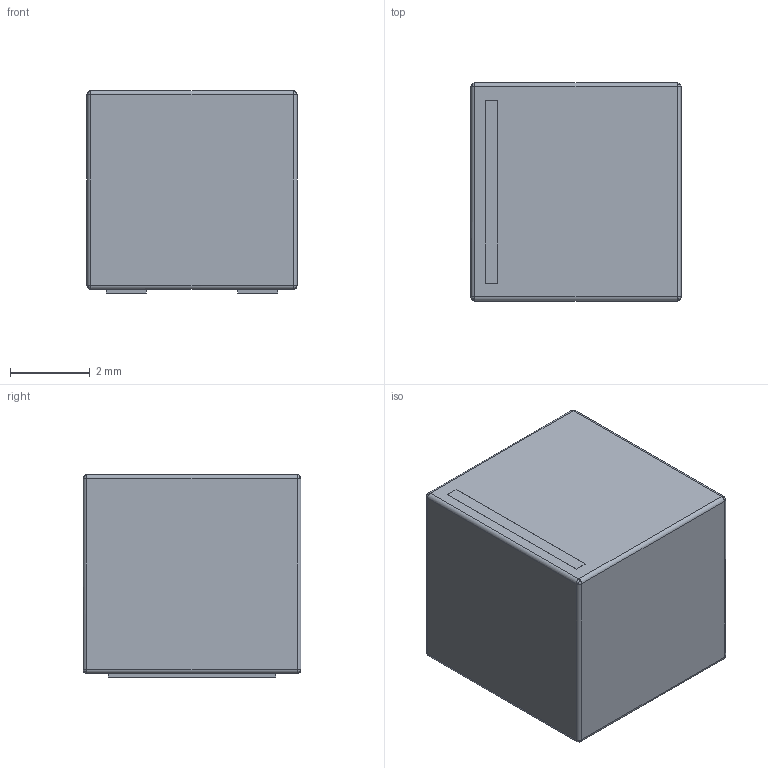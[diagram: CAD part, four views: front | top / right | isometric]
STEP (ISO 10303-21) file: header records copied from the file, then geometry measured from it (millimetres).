
FILE_DESCRIPTION (( 'STEP AP214' ), '1' );
FILE_NAME ('XAL5050-822MEC.STEP', '2024-09-02T10:01:32', ( '' ), ( '' ), 'SwSTEP 2.0', 'SolidWorks 2023', '' );
FILE_SCHEMA (( 'AUTOMOTIVE_DESIGN' ));
Length unit declared in the file: millimetre
Products named in the file (4): Bar; Leads; XAL5050-822MEC; Body
Assembly tree (3 placements, depth 2):
  XAL5050-822MEC
    Body
    Leads
    Bar
Bounding box: 5.28 x 5.48 x 5.1 mm (x, y, z)
Volume: 145.4 mm3; surface area: 184.5 mm2
Topology: 4 solids, 4 shells, 60 faces, 148 edges, 80 vertices
Faces by surface type: plane 24, cylinder 20, bspline 16
Entity records: 2606 total; most frequent: CARTESIAN_POINT 542, DIRECTION 280, ORIENTED_EDGE 264, EDGE_CURVE 132, AXIS2_PLACEMENT_3D 106, VERTEX_POINT 80, UNCERTAINTY_MEASURE_WITH_UNIT 68, LINE 68
